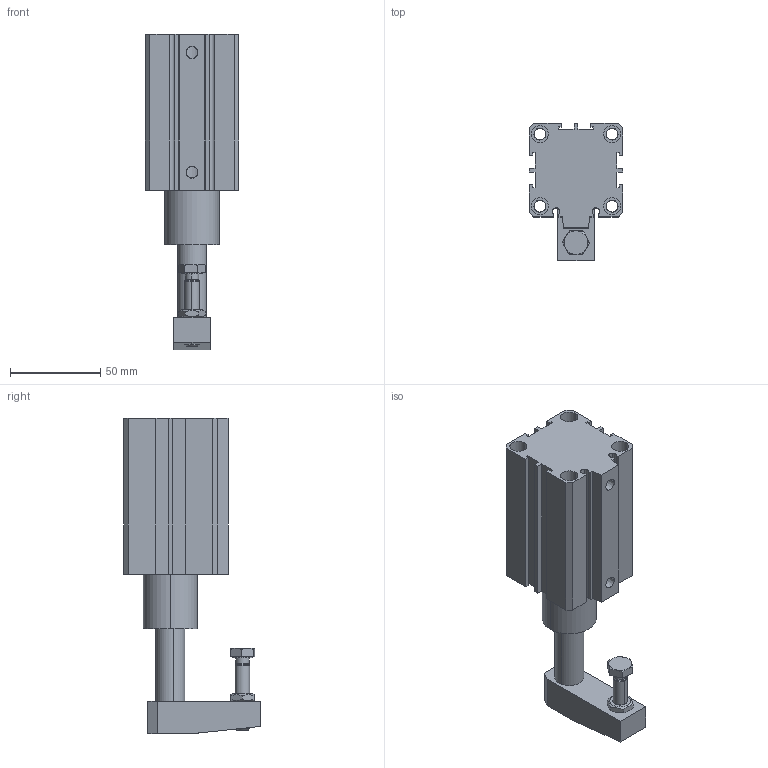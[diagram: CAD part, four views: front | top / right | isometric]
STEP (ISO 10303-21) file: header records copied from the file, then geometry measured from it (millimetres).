
FILE_DESCRIPTION((''),'2;1');
FILE_NAME('SC40.stp','2006-07-11T15:09:47',('Matthew'),(''),'Autodesk Inventor 8','Autodesk Inventor 8','');
FILE_SCHEMA(('AUTOMOTIVE_DESIGN { 1 0 10303 214 1 1 1 1 }'));
Length unit declared in the file: millimetre
Products named in the file (7): SC40; SC401; SC402; SC403; SC404; SC405; SC406
Assembly tree (6 placements, depth 2):
  SC40
    SC401
    SC402
    SC403
    SC404
    SC405
    SC406
Bounding box: 52 x 76 x 174.9 mm (x, y, z)
Volume: 238656.2 mm3; surface area: 62998.7 mm2
Topology: 6 solids, 6 shells, 229 faces, 550 edges, 350 vertices
Faces by surface type: plane 100, bspline 79, cylinder 26, cone 24
Entity records: 7833 total; most frequent: CARTESIAN_POINT 2543, ORIENTED_EDGE 1096, DIRECTION 1021, EDGE_CURVE 548, VERTEX_POINT 350, AXIS2_PLACEMENT_3D 346, VECTOR 329, LINE 329
